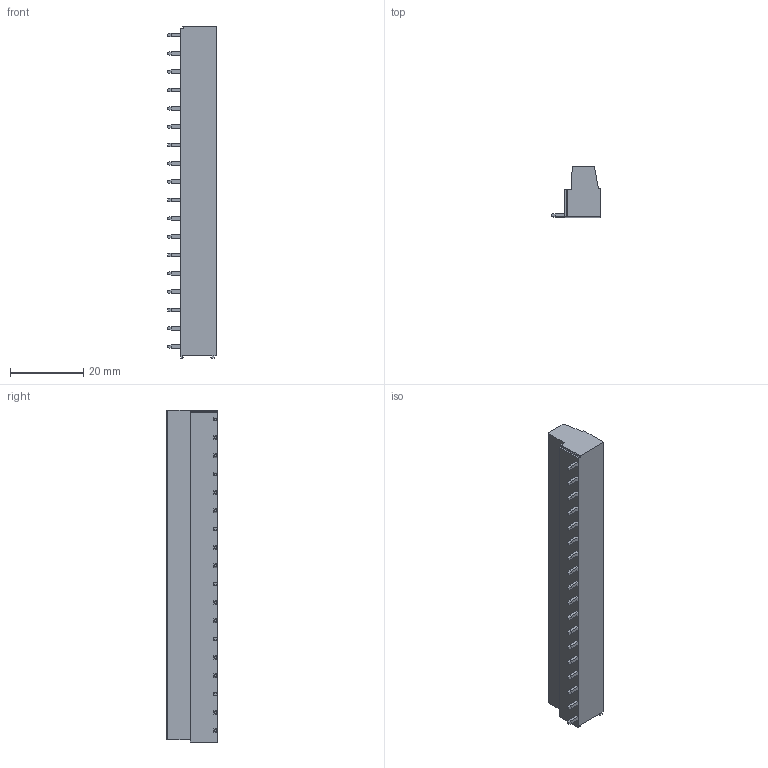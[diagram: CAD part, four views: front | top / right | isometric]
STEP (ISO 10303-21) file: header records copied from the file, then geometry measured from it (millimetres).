
FILE_DESCRIPTION((''),'2;1');
FILE_NAME('PRT0001','2024-11-30T',('sj'),(''),'PRO/ENGINEER BY PARAMETRIC TECHNOLOGY CORPORATION, 2013240','PRO/ENGINEER BY PARAMETRIC TECHNOLOGY CORPORATION, 2013240','');
FILE_SCHEMA(('AUTOMOTIVE_DESIGN_CC2 { 1 2 10303 214 -1 1 5 2 }'));
Length unit declared in the file: millimetre
Products named in the file (1): PRT0001
Bounding box: 13.35 x 13.8 x 90.6 mm (x, y, z)
Volume: 9943 mm3; surface area: 5574.2 mm2
Topology: 1 solids, 1 shells, 656 faces, 1548 edges, 984 vertices
Faces by surface type: plane 540, cylinder 80, torus 36
Entity records: 18744 total; most frequent: CARTESIAN_POINT 3548, ORIENTED_EDGE 3096, DIRECTION 3056, EDGE_CURVE 1548, VECTOR 1208, LINE 1208, VERTEX_POINT 984, AXIS2_PLACEMENT_3D 924
